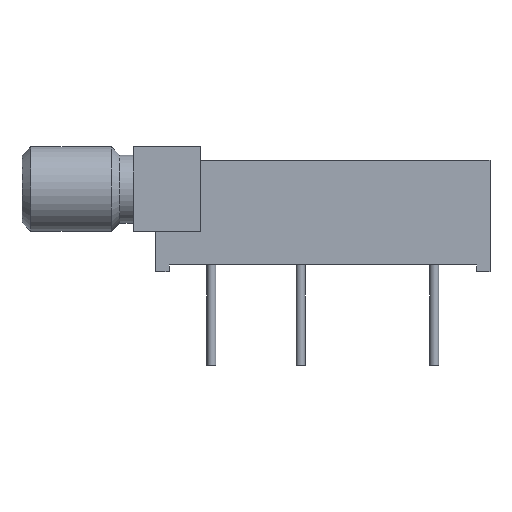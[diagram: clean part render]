
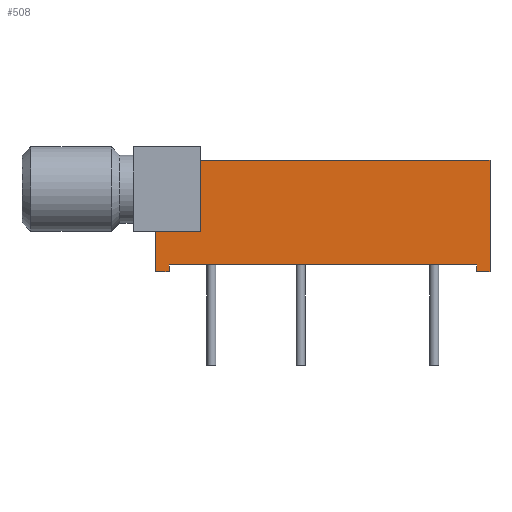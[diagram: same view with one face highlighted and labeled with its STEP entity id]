
A CAD part, front view. The second image highlights one B-rep face of the part: STEP entity #508.
In plain terms, the highlighted planar face has unit normal (0, -1, 0).
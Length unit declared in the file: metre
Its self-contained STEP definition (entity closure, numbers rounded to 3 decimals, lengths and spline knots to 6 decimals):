
#14=LINE('',#927,#66);
#15=LINE('',#930,#67);
#16=LINE('',#932,#68);
#17=LINE('',#934,#69);
#18=LINE('',#936,#70);
#19=LINE('',#938,#71);
#20=LINE('',#940,#72);
#21=LINE('',#942,#73);
#22=LINE('',#944,#74);
#23=LINE('',#946,#75);
#66=VECTOR('',#792,1.);
#67=VECTOR('',#793,1.);
#68=VECTOR('',#794,1.);
#69=VECTOR('',#795,1.);
#70=VECTOR('',#796,1.);
#71=VECTOR('',#797,1.);
#72=VECTOR('',#798,1.);
#73=VECTOR('',#799,1.);
#74=VECTOR('',#800,1.);
#75=VECTOR('',#801,1.);
#118=PLANE('',#743);
#144=ORIENTED_EDGE('',*,*,#270,.T.);
#145=ORIENTED_EDGE('',*,*,#271,.T.);
#146=ORIENTED_EDGE('',*,*,#272,.T.);
#147=ORIENTED_EDGE('',*,*,#273,.T.);
#148=ORIENTED_EDGE('',*,*,#274,.F.);
#149=ORIENTED_EDGE('',*,*,#275,.F.);
#150=ORIENTED_EDGE('',*,*,#276,.F.);
#151=ORIENTED_EDGE('',*,*,#277,.T.);
#152=ORIENTED_EDGE('',*,*,#278,.F.);
#153=ORIENTED_EDGE('',*,*,#279,.F.);
#270=EDGE_CURVE('',#333,#334,#14,.T.);
#271=EDGE_CURVE('',#334,#335,#15,.T.);
#272=EDGE_CURVE('',#335,#336,#16,.T.);
#273=EDGE_CURVE('',#336,#337,#17,.T.);
#274=EDGE_CURVE('',#338,#337,#18,.T.);
#275=EDGE_CURVE('',#339,#338,#19,.T.);
#276=EDGE_CURVE('',#340,#339,#20,.T.);
#277=EDGE_CURVE('',#340,#341,#21,.T.);
#278=EDGE_CURVE('',#342,#341,#22,.T.);
#279=EDGE_CURVE('',#333,#342,#23,.T.);
#333=VERTEX_POINT('',#928);
#334=VERTEX_POINT('',#929);
#335=VERTEX_POINT('',#931);
#336=VERTEX_POINT('',#933);
#337=VERTEX_POINT('',#935);
#338=VERTEX_POINT('',#937);
#339=VERTEX_POINT('',#939);
#340=VERTEX_POINT('',#941);
#341=VERTEX_POINT('',#943);
#342=VERTEX_POINT('',#945);
#389=EDGE_LOOP('',(#144,#145,#146,#147,#148,#149,#150,#151,#152,#153));
#431=FACE_BOUND('',#389,.T.);
#508=ADVANCED_FACE('',(#431),#118,.T.);
#743=AXIS2_PLACEMENT_3D('',#926,#790,#791);
#790=DIRECTION('',(0.,-1.,0.));
#791=DIRECTION('',(1.,0.,0.));
#792=DIRECTION('',(-1.,0.,0.));
#793=DIRECTION('',(0.,0.,-1.));
#794=DIRECTION('',(-1.,0.,0.));
#795=DIRECTION('',(0.,0.,-1.));
#796=DIRECTION('',(-1.,0.,0.));
#797=DIRECTION('',(0.,0.,-1.));
#798=DIRECTION('',(-1.,0.,0.));
#799=DIRECTION('',(0.,0.,-1.));
#800=DIRECTION('',(-1.,0.,0.));
#801=DIRECTION('',(0.,0.,-1.));
#926=CARTESIAN_POINT('',(-0.015494,-0.001143,0.00635));
#927=CARTESIAN_POINT('',(-0.015494,-0.001143,0.00635));
#928=CARTESIAN_POINT('',(0.003175,-0.001143,0.00635));
#929=CARTESIAN_POINT('',(-0.013335,-0.001143,0.00635));
#930=CARTESIAN_POINT('',(-0.013335,-0.001143,0.007112));
#931=CARTESIAN_POINT('',(-0.013335,-0.001143,0.002286));
#932=CARTESIAN_POINT('',(-0.014605,-0.001143,0.002286));
#933=CARTESIAN_POINT('',(-0.015875,-0.001143,0.002286));
#934=CARTESIAN_POINT('',(-0.015875,-0.001143,0.00635));
#935=CARTESIAN_POINT('',(-0.015875,-0.001143,0.));
#936=CARTESIAN_POINT('',(-0.015494,-0.001143,0.));
#937=CARTESIAN_POINT('',(-0.015113,-0.001143,0.));
#938=CARTESIAN_POINT('',(-0.015113,-0.001143,0.000381));
#939=CARTESIAN_POINT('',(-0.015113,-0.001143,0.000381));
#940=CARTESIAN_POINT('',(-0.00635,-0.001143,0.000381));
#941=CARTESIAN_POINT('',(0.002413,-0.001143,0.000381));
#942=CARTESIAN_POINT('',(0.002413,-0.001143,0.000381));
#943=CARTESIAN_POINT('',(0.002413,-0.001143,0.));
#944=CARTESIAN_POINT('',(-0.015494,-0.001143,0.));
#945=CARTESIAN_POINT('',(0.003175,-0.001143,0.));
#946=CARTESIAN_POINT('',(0.003175,-0.001143,0.00635));
